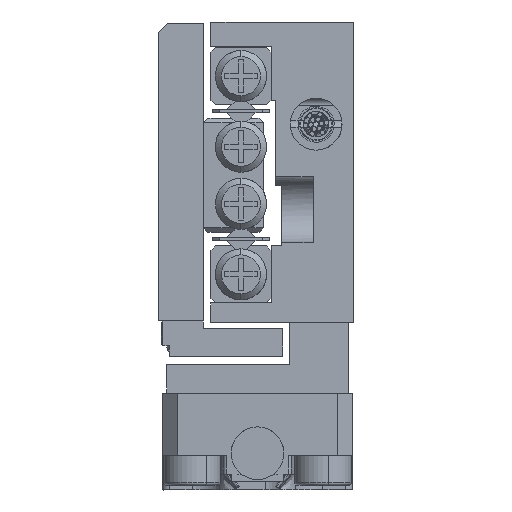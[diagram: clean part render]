
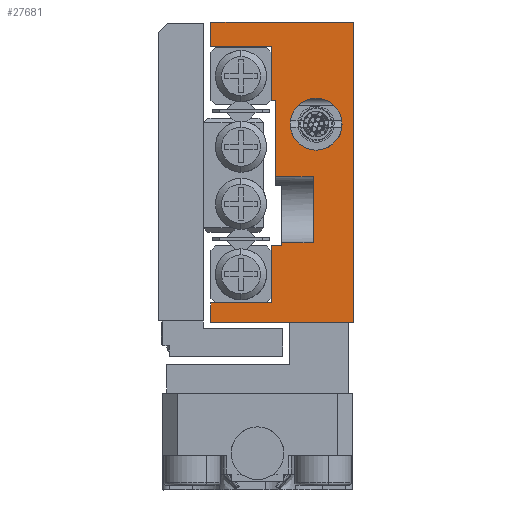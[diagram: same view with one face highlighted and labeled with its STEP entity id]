
A CAD part, left-side view. The second image highlights one B-rep face of the part: STEP entity #27681.
In plain terms, the highlighted planar face has unit normal (-1, 0, 0).
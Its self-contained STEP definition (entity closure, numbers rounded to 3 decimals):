
#662 = CARTESIAN_POINT ( 'NONE',  ( -20., -2.141, -0.3 ) ) ;
#1778 = EDGE_CURVE ( 'NONE', #2109, #22723, #26885, .T. ) ;
#1924 = CARTESIAN_POINT ( 'NONE',  ( -20., 5.5, -8.7 ) ) ;
#2022 = CARTESIAN_POINT ( 'NONE',  ( -20., -2.141, -4.7 ) ) ;
#2084 = LINE ( 'NONE', #15783, #45652 ) ;
#2109 = VERTEX_POINT ( 'NONE', #21171 ) ;
#2488 = CARTESIAN_POINT ( 'NONE',  ( -20., 0., -10. ) ) ;
#3230 = DIRECTION ( 'NONE',  ( 0., 0., -1. ) ) ;
#3340 = VECTOR ( 'NONE', #56412, 1000. ) ;
#3922 = CARTESIAN_POINT ( 'NONE',  ( -20., 5.5, -10. ) ) ;
#4113 = CARTESIAN_POINT ( 'NONE',  ( -20., 4.8, -4.7 ) ) ;
#4202 = ORIENTED_EDGE ( 'NONE', *, *, #8165, .F. ) ;
#6157 = EDGE_CURVE ( 'NONE', #24793, #15322, #16384, .T. ) ;
#6482 = EDGE_CURVE ( 'NONE', #2109, #16263, #17931, .T. ) ;
#6605 = VECTOR ( 'NONE', #49831, 1000. ) ;
#6613 = VECTOR ( 'NONE', #54776, 1000. ) ;
#6648 = VERTEX_POINT ( 'NONE', #23184 ) ;
#7251 = VECTOR ( 'NONE', #23878, 1000. ) ;
#7663 = EDGE_CURVE ( 'NONE', #22723, #48515, #14703, .T. ) ;
#8165 = EDGE_CURVE ( 'NONE', #41196, #57866, #20263, .T. ) ;
#8846 = VECTOR ( 'NONE', #3230, 1000. ) ;
#8964 = ORIENTED_EDGE ( 'NONE', *, *, #50607, .F. ) ;
#8991 = DIRECTION ( 'NONE',  ( 0., 0., -1. ) ) ;
#9050 = CARTESIAN_POINT ( 'NONE',  ( -20., 5.2, 4.8 ) ) ;
#9360 = EDGE_CURVE ( 'NONE', #47366, #11820, #16478, .T. ) ;
#9537 = DIRECTION ( 'NONE',  ( 0., 0., 1. ) ) ;
#9676 = ORIENTED_EDGE ( 'NONE', *, *, #1778, .F. ) ;
#10367 = CARTESIAN_POINT ( 'NONE',  ( -20., 5.2, 4.8 ) ) ;
#10414 = DIRECTION ( 'NONE',  ( -1., 0., 0. ) ) ;
#10420 = EDGE_CURVE ( 'NONE', #15412, #11820, #19912, .T. ) ;
#10739 = CARTESIAN_POINT ( 'NONE',  ( -20., 5.5, -10. ) ) ;
#11223 = EDGE_CURVE ( 'NONE', #55479, #57866, #17150, .T. ) ;
#11323 = EDGE_CURVE ( 'NONE', #32914, #48650, #32831, .T. ) ;
#11626 = DIRECTION ( 'NONE',  ( 0., 0., 1. ) ) ;
#11697 = VECTOR ( 'NONE', #31897, 1000. ) ;
#11820 = VERTEX_POINT ( 'NONE', #41610 ) ;
#11826 = ORIENTED_EDGE ( 'NONE', *, *, #58062, .F. ) ;
#12287 = CARTESIAN_POINT ( 'NONE',  ( -20., 2.5, 3.2 ) ) ;
#12334 = ORIENTED_EDGE ( 'NONE', *, *, #11323, .F. ) ;
#12540 = ORIENTED_EDGE ( 'NONE', *, *, #29463, .T. ) ;
#14191 = FACE_OUTER_BOUND ( 'NONE', #53020, .T. ) ;
#14304 = LINE ( 'NONE', #50655, #11697 ) ;
#14689 = CARTESIAN_POINT ( 'NONE',  ( -20., 5.5, 4.8 ) ) ;
#14703 = LINE ( 'NONE', #9050, #30805 ) ;
#15178 = CARTESIAN_POINT ( 'NONE',  ( -20., 2.5, 3.2 ) ) ;
#15322 = VERTEX_POINT ( 'NONE', #46755 ) ;
#15412 = VERTEX_POINT ( 'NONE', #48539 ) ;
#15783 = CARTESIAN_POINT ( 'NONE',  ( -20., 5.5, -8.7 ) ) ;
#16263 = VERTEX_POINT ( 'NONE', #26971 ) ;
#16384 = CIRCLE ( 'NONE', #39221, 1.727 ) ;
#16478 = LINE ( 'NONE', #2488, #3340 ) ;
#16997 = ORIENTED_EDGE ( 'NONE', *, *, #9360, .T. ) ;
#17048 = ORIENTED_EDGE ( 'NONE', *, *, #7663, .F. ) ;
#17150 = LINE ( 'NONE', #53789, #23389 ) ;
#17385 = ORIENTED_EDGE ( 'NONE', *, *, #6482, .T. ) ;
#17931 = LINE ( 'NONE', #22978, #51591 ) ;
#18326 = EDGE_CURVE ( 'NONE', #32914, #55935, #2084, .T. ) ;
#19401 = LINE ( 'NONE', #47124, #44477 ) ;
#19458 = ORIENTED_EDGE ( 'NONE', *, *, #40307, .T. ) ;
#19912 = LINE ( 'NONE', #38104, #26253 ) ;
#20103 = ORIENTED_EDGE ( 'NONE', *, *, #11223, .T. ) ;
#20263 = LINE ( 'NONE', #10739, #27059 ) ;
#20472 = DIRECTION ( 'NONE',  ( 0., 1., 0. ) ) ;
#21090 = CARTESIAN_POINT ( 'NONE',  ( -20., 9.5, -10. ) ) ;
#21171 = CARTESIAN_POINT ( 'NONE',  ( -20., 2.692, -0.3 ) ) ;
#21818 = CARTESIAN_POINT ( 'NONE',  ( -20., 5.5, 8.4 ) ) ;
#22078 = VERTEX_POINT ( 'NONE', #53819 ) ;
#22723 = VERTEX_POINT ( 'NONE', #37340 ) ;
#22978 = CARTESIAN_POINT ( 'NONE',  ( -20., 2.692, -10. ) ) ;
#23030 = ORIENTED_EDGE ( 'NONE', *, *, #28657, .T. ) ;
#23184 = CARTESIAN_POINT ( 'NONE',  ( -20., 9.5, -10. ) ) ;
#23389 = VECTOR ( 'NONE', #39801, 1000. ) ;
#23878 = DIRECTION ( 'NONE',  ( 0., 0., 1. ) ) ;
#24162 = DIRECTION ( 'NONE',  ( 0., 1., 0. ) ) ;
#24221 = DIRECTION ( 'NONE',  ( 0., 0., 1. ) ) ;
#24644 = LINE ( 'NONE', #2022, #57901 ) ;
#24793 = VERTEX_POINT ( 'NONE', #28685 ) ;
#26075 = CARTESIAN_POINT ( 'NONE',  ( -20., 9.5, -8.7 ) ) ;
#26158 = LINE ( 'NONE', #21090, #8846 ) ;
#26253 = VECTOR ( 'NONE', #56266, 1000. ) ;
#26885 = LINE ( 'NONE', #662, #6605 ) ;
#26923 = CIRCLE ( 'NONE', #40242, 1.727 ) ;
#26971 = CARTESIAN_POINT ( 'NONE',  ( -20., 2.692, -4.7 ) ) ;
#27059 = VECTOR ( 'NONE', #11626, 1000. ) ;
#27681 = ADVANCED_FACE ( 'NONE', ( #37145, #14191 ), #32377, .F. ) ;
#28263 = LINE ( 'NONE', #45844, #6613 ) ;
#28282 = CARTESIAN_POINT ( 'NONE',  ( -20., 4.8, -10. ) ) ;
#28657 = EDGE_CURVE ( 'NONE', #32695, #22078, #55667, .T. ) ;
#28685 = CARTESIAN_POINT ( 'NONE',  ( -20., 2.5, 1.473 ) ) ;
#28816 = EDGE_CURVE ( 'NONE', #55935, #6648, #26158, .T. ) ;
#29463 = EDGE_CURVE ( 'NONE', #15412, #55479, #14304, .T. ) ;
#29709 = ORIENTED_EDGE ( 'NONE', *, *, #41531, .F. ) ;
#29883 = DIRECTION ( 'NONE',  ( -1., 0., 0. ) ) ;
#30170 = EDGE_LOOP ( 'NONE', ( #8964, #56163 ) ) ;
#30770 = DIRECTION ( 'NONE',  ( 0., 0., 1. ) ) ;
#30805 = VECTOR ( 'NONE', #24221, 1000. ) ;
#31897 = DIRECTION ( 'NONE',  ( 0., 0., -1. ) ) ;
#32015 = AXIS2_PLACEMENT_3D ( 'NONE', #37729, #41616, #46083 ) ;
#32377 = PLANE ( 'NONE',  #32015 ) ;
#32695 = VERTEX_POINT ( 'NONE', #4113 ) ;
#32831 = LINE ( 'NONE', #46249, #7251 ) ;
#32914 = VERTEX_POINT ( 'NONE', #1924 ) ;
#34200 = CARTESIAN_POINT ( 'NONE',  ( -20., 5.5, -4.9 ) ) ;
#37145 = FACE_BOUND ( 'NONE', #30170, .T. ) ;
#37340 = CARTESIAN_POINT ( 'NONE',  ( -20., 5.2, -0.3 ) ) ;
#37729 = CARTESIAN_POINT ( 'NONE',  ( -20., 5.5, -10. ) ) ;
#38104 = CARTESIAN_POINT ( 'NONE',  ( -20., 5.5, 10. ) ) ;
#39221 = AXIS2_PLACEMENT_3D ( 'NONE', #12287, #29883, #30770 ) ;
#39426 = EDGE_CURVE ( 'NONE', #6648, #47366, #49499, .T. ) ;
#39801 = DIRECTION ( 'NONE',  ( 0., -1., 0. ) ) ;
#40242 = AXIS2_PLACEMENT_3D ( 'NONE', #15178, #10414, #9537 ) ;
#40307 = EDGE_CURVE ( 'NONE', #16263, #32695, #24644, .T. ) ;
#40841 = DIRECTION ( 'NONE',  ( 0., -1., 0. ) ) ;
#41196 = VERTEX_POINT ( 'NONE', #14689 ) ;
#41531 = EDGE_CURVE ( 'NONE', #48650, #22078, #28263, .T. ) ;
#41610 = CARTESIAN_POINT ( 'NONE',  ( -20., 0., 10. ) ) ;
#41616 = DIRECTION ( 'NONE',  ( 1., 0., 0. ) ) ;
#42141 = ORIENTED_EDGE ( 'NONE', *, *, #39426, .T. ) ;
#43305 = ORIENTED_EDGE ( 'NONE', *, *, #18326, .T. ) ;
#44477 = VECTOR ( 'NONE', #24162, 1000. ) ;
#45652 = VECTOR ( 'NONE', #55994, 1000. ) ;
#45844 = CARTESIAN_POINT ( 'NONE',  ( -20., 5.5, -4.9 ) ) ;
#45899 = VECTOR ( 'NONE', #52099, 1000. ) ;
#46083 = DIRECTION ( 'NONE',  ( 0., 0., -1. ) ) ;
#46249 = CARTESIAN_POINT ( 'NONE',  ( -20., 5.5, -10. ) ) ;
#46409 = VECTOR ( 'NONE', #40841, 1000. ) ;
#46755 = CARTESIAN_POINT ( 'NONE',  ( -20., 2.5, 4.927 ) ) ;
#47124 = CARTESIAN_POINT ( 'NONE',  ( -20., 5.5, 4.8 ) ) ;
#47366 = VERTEX_POINT ( 'NONE', #54300 ) ;
#47554 = CARTESIAN_POINT ( 'NONE',  ( -20., 9.5, 8.4 ) ) ;
#47727 = ORIENTED_EDGE ( 'NONE', *, *, #10420, .F. ) ;
#48515 = VERTEX_POINT ( 'NONE', #10367 ) ;
#48539 = CARTESIAN_POINT ( 'NONE',  ( -20., 9.5, 10. ) ) ;
#48650 = VERTEX_POINT ( 'NONE', #34200 ) ;
#49499 = LINE ( 'NONE', #3922, #46409 ) ;
#49831 = DIRECTION ( 'NONE',  ( 0., 1., 0. ) ) ;
#50607 = EDGE_CURVE ( 'NONE', #15322, #24793, #26923, .T. ) ;
#50655 = CARTESIAN_POINT ( 'NONE',  ( -20., 9.5, 10. ) ) ;
#51591 = VECTOR ( 'NONE', #8991, 1000. ) ;
#52099 = DIRECTION ( 'NONE',  ( 0., 0., -1. ) ) ;
#52512 = ORIENTED_EDGE ( 'NONE', *, *, #28816, .T. ) ;
#53020 = EDGE_LOOP ( 'NONE', ( #17385, #19458, #23030, #29709, #12334, #43305, #52512, #42141, #16997, #47727, #12540, #20103, #4202, #11826, #17048, #9676 ) ) ;
#53789 = CARTESIAN_POINT ( 'NONE',  ( -20., 5.5, 8.4 ) ) ;
#53819 = CARTESIAN_POINT ( 'NONE',  ( -20., 4.8, -4.9 ) ) ;
#54300 = CARTESIAN_POINT ( 'NONE',  ( -20., 0., -10. ) ) ;
#54776 = DIRECTION ( 'NONE',  ( 0., -1., 0. ) ) ;
#55479 = VERTEX_POINT ( 'NONE', #47554 ) ;
#55667 = LINE ( 'NONE', #28282, #45899 ) ;
#55935 = VERTEX_POINT ( 'NONE', #26075 ) ;
#55994 = DIRECTION ( 'NONE',  ( 0., 1., 0. ) ) ;
#56163 = ORIENTED_EDGE ( 'NONE', *, *, #6157, .F. ) ;
#56266 = DIRECTION ( 'NONE',  ( 0., -1., 0. ) ) ;
#56412 = DIRECTION ( 'NONE',  ( 0., 0., 1. ) ) ;
#57866 = VERTEX_POINT ( 'NONE', #21818 ) ;
#57901 = VECTOR ( 'NONE', #20472, 1000. ) ;
#58062 = EDGE_CURVE ( 'NONE', #48515, #41196, #19401, .T. ) ;
